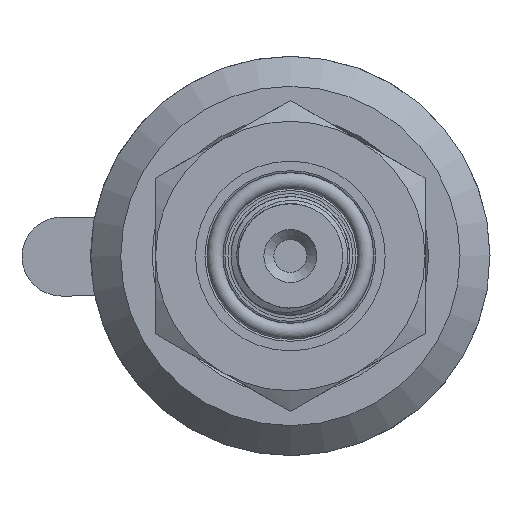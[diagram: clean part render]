
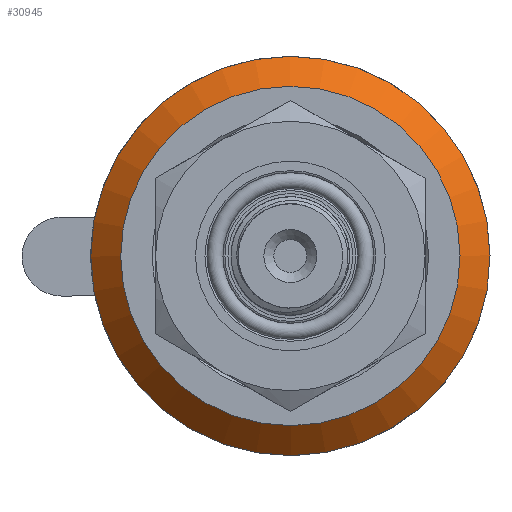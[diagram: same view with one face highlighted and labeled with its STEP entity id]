
A CAD part, left-side view. The second image highlights one B-rep face of the part: STEP entity #30945.
In plain terms, the highlighted conical face has half-angle 45 degrees and reference radius 18.5 mm.
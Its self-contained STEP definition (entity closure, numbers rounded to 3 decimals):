
#577=CONICAL_SURFACE('',#33165,18.5,0.785);
#2974=FACE_OUTER_BOUND('',#4748,.T.);
#4748=EDGE_LOOP('',(#27114,#27115,#27116,#27117));
#5719=CIRCLE('',#33164,20.);
#5720=CIRCLE('',#33166,17.);
#9342=LINE('',#69781,#12289);
#12289=VECTOR('',#39545,18.5);
#14941=VERTEX_POINT('',#69776);
#14942=VERTEX_POINT('',#69780);
#19130=EDGE_CURVE('',#14941,#14941,#5719,.T.);
#19131=EDGE_CURVE('',#14941,#14942,#9342,.T.);
#19132=EDGE_CURVE('',#14942,#14942,#5720,.T.);
#27114=ORIENTED_EDGE('',*,*,#19130,.F.);
#27115=ORIENTED_EDGE('',*,*,#19131,.T.);
#27116=ORIENTED_EDGE('',*,*,#19132,.T.);
#27117=ORIENTED_EDGE('',*,*,#19131,.F.);
#30945=ADVANCED_FACE('',(#2974),#577,.T.);
#33164=AXIS2_PLACEMENT_3D('',#69778,#39541,#39542);
#33165=AXIS2_PLACEMENT_3D('',#69779,#39543,#39544);
#33166=AXIS2_PLACEMENT_3D('',#69782,#39546,#39547);
#39541=DIRECTION('center_axis',(-1.,0.,0.));
#39542=DIRECTION('ref_axis',(0.,0.,
-1.));
#39543=DIRECTION('center_axis',(-1.,0.,0.));
#39544=DIRECTION('ref_axis',(0.,-1.,0.));
#39545=DIRECTION('',(0.707,-0.707,0.));
#39546=DIRECTION('center_axis',(-1.,0.,0.));
#39547=DIRECTION('ref_axis',(0.,0.,
-1.));
#69776=CARTESIAN_POINT('',(21.,20.,0.));
#69778=CARTESIAN_POINT('Origin',(21.,0.,0.));
#69779=CARTESIAN_POINT('Origin',(22.5,0.,0.));
#69780=CARTESIAN_POINT('',(24.,17.,0.));
#69781=CARTESIAN_POINT('',(22.5,18.5,0.));
#69782=CARTESIAN_POINT('Origin',(24.,0.,0.));
